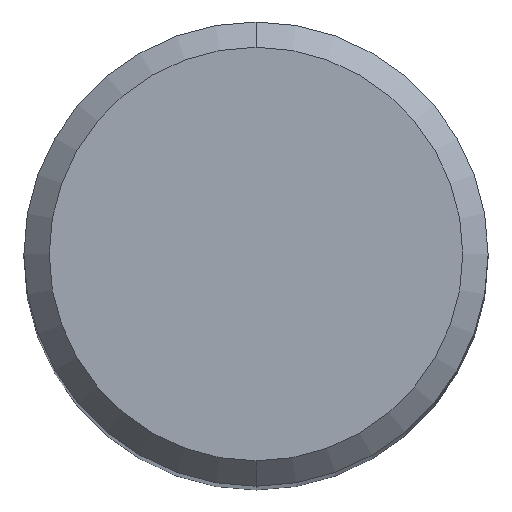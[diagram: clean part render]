
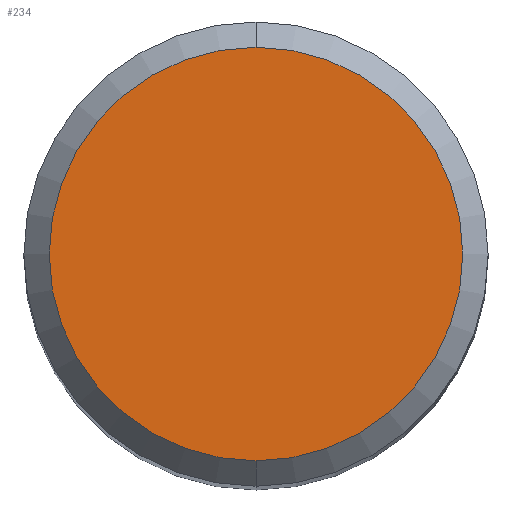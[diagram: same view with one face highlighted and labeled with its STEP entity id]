
A CAD part, top view. The second image highlights one B-rep face of the part: STEP entity #234.
In plain terms, the highlighted planar face has unit normal (0, 0, 1).
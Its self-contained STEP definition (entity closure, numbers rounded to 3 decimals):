
#170=EDGE_CURVE('',#272,#184,#381,.T.);
#184=VERTEX_POINT('',#396);
#188=EDGE_CURVE('',#184,#272,#402,.T.);
#234=ADVANCED_FACE('',(#454),#455,.T.);
#272=VERTEX_POINT('',#495);
#381=CIRCLE('',#610,4.9);
#396=CARTESIAN_POINT('',(0.0,4.9,50.51));
#402=CIRCLE('',#635,4.9);
#454=FACE_OUTER_BOUND('',#710,.T.);
#455=PLANE('',#711);
#495=CARTESIAN_POINT('',(0.,-4.9,50.51));
#610=AXIS2_PLACEMENT_3D('',#887,#888,#889);
#635=AXIS2_PLACEMENT_3D('',#910,#911,#912);
#710=EDGE_LOOP('',(#986,#987));
#711=AXIS2_PLACEMENT_3D('',#988,#989,#990);
#887=CARTESIAN_POINT('',(0.0,0.0,50.51));
#888=DIRECTION('',(0.0,0.0,-1.0));
#889=DIRECTION('',(0.0,1.0,0.0));
#910=CARTESIAN_POINT('',(0.0,0.0,50.51));
#911=DIRECTION('',(0.0,0.0,-1.0));
#912=DIRECTION('',(0.0,1.0,0.0));
#986=ORIENTED_EDGE('',*,*,#188,.F.);
#987=ORIENTED_EDGE('',*,*,#170,.F.);
#988=CARTESIAN_POINT('',(0.0,2.45,50.51));
#989=DIRECTION('',(-0.0,0.0,1.0));
#990=DIRECTION('',(0.0,-1.0,0.0));
